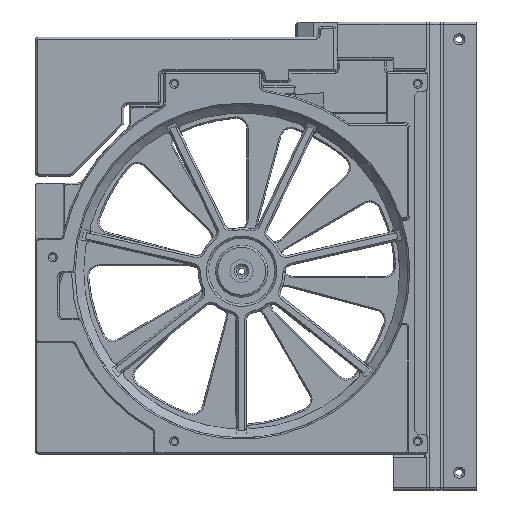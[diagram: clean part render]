
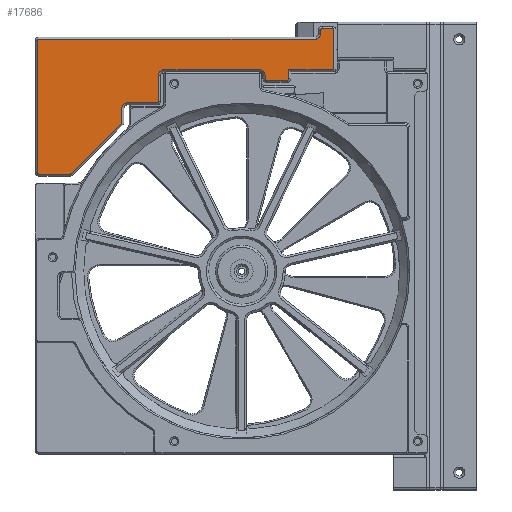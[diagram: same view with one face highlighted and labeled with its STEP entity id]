
A CAD part, front view. The second image highlights one B-rep face of the part: STEP entity #17686.
In plain terms, the highlighted face is planar.
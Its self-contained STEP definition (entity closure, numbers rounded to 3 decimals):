
#1209=PLANE('',#19464);
#2042=FACE_OUTER_BOUND('',#3145,.T.);
#3145=EDGE_LOOP('',(#14944,#14945,#14946,#14947,#14948,#14949,#14950,#14951,
#14952,#14953,#14954,#14955,#14956,#14957,#14958,#14959,#14960,#14961,#14962,
#14963,#14964,#14965,#14966,#14967,#14968,#14969,#14970,#14971,#14972));
#4507=LINE('',#28853,#5961);
#4511=LINE('',#28865,#5965);
#4516=LINE('',#28878,#5970);
#4520=LINE('',#28890,#5974);
#4523=LINE('',#28901,#5977);
#4527=LINE('',#28913,#5981);
#4531=LINE('',#28925,#5985);
#4536=LINE('',#28938,#5990);
#4539=LINE('',#28949,#5993);
#4543=LINE('',#28961,#5997);
#4547=LINE('',#28973,#6001);
#4551=LINE('',#28985,#6005);
#4555=LINE('',#28997,#6009);
#4559=LINE('',#29009,#6013);
#4562=LINE('',#29018,#6016);
#5961=VECTOR('',#23521,10.);
#5965=VECTOR('',#23533,10.);
#5970=VECTOR('',#23546,10.);
#5974=VECTOR('',#23558,10.);
#5977=VECTOR('',#23569,10.);
#5981=VECTOR('',#23581,10.);
#5985=VECTOR('',#23593,10.);
#5990=VECTOR('',#23606,10.);
#5993=VECTOR('',#23617,10.);
#5997=VECTOR('',#23629,10.);
#6001=VECTOR('',#23641,10.);
#6005=VECTOR('',#23653,10.);
#6009=VECTOR('',#23665,10.);
#6013=VECTOR('',#23677,10.);
#6016=VECTOR('',#23688,10.);
#6977=CIRCLE('',#19383,0.4);
#6979=CIRCLE('',#19387,0.4);
#6981=CIRCLE('',#19391,0.4);
#6983=CIRCLE('',#19395,1.6);
#6985=CIRCLE('',#19399,0.4);
#6987=CIRCLE('',#19403,0.4);
#6989=CIRCLE('',#19407,0.4);
#6991=CIRCLE('',#19411,0.4);
#6993=CIRCLE('',#19415,1.6);
#6995=CIRCLE('',#19419,0.4);
#6997=CIRCLE('',#19423,1.6);
#6999=CIRCLE('',#19427,1.6);
#7001=CIRCLE('',#19431,0.4);
#7003=CIRCLE('',#19435,0.4);
#8157=VERTEX_POINT('',#28850);
#8158=VERTEX_POINT('',#28852);
#8160=VERTEX_POINT('',#28858);
#8162=VERTEX_POINT('',#28863);
#8164=VERTEX_POINT('',#28870);
#8166=VERTEX_POINT('',#28876);
#8168=VERTEX_POINT('',#28882);
#8170=VERTEX_POINT('',#28888);
#8172=VERTEX_POINT('',#28894);
#8174=VERTEX_POINT('',#28899);
#8176=VERTEX_POINT('',#28906);
#8178=VERTEX_POINT('',#28911);
#8180=VERTEX_POINT('',#28918);
#8182=VERTEX_POINT('',#28923);
#8184=VERTEX_POINT('',#28930);
#8186=VERTEX_POINT('',#28936);
#8188=VERTEX_POINT('',#28942);
#8190=VERTEX_POINT('',#28947);
#8192=VERTEX_POINT('',#28954);
#8194=VERTEX_POINT('',#28959);
#8196=VERTEX_POINT('',#28966);
#8198=VERTEX_POINT('',#28971);
#8200=VERTEX_POINT('',#28978);
#8202=VERTEX_POINT('',#28983);
#8204=VERTEX_POINT('',#28990);
#8206=VERTEX_POINT('',#28995);
#8208=VERTEX_POINT('',#29002);
#8210=VERTEX_POINT('',#29007);
#8212=VERTEX_POINT('',#29014);
#10437=EDGE_CURVE('',#8157,#8158,#4507,.T.);
#10441=EDGE_CURVE('',#8160,#8157,#6977,.T.);
#10443=EDGE_CURVE('',#8162,#8160,#4511,.T.);
#10447=EDGE_CURVE('',#8164,#8162,#6979,.T.);
#10450=EDGE_CURVE('',#8166,#8164,#4516,.T.);
#10453=EDGE_CURVE('',#8168,#8166,#6981,.T.);
#10456=EDGE_CURVE('',#8170,#8168,#4520,.T.);
#10459=EDGE_CURVE('',#8172,#8170,#6983,.T.);
#10461=EDGE_CURVE('',#8174,#8172,#4523,.T.);
#10465=EDGE_CURVE('',#8176,#8174,#6985,.T.);
#10467=EDGE_CURVE('',#8178,#8176,#4527,.T.);
#10471=EDGE_CURVE('',#8180,#8178,#6987,.T.);
#10473=EDGE_CURVE('',#8182,#8180,#4531,.T.);
#10477=EDGE_CURVE('',#8184,#8182,#6989,.T.);
#10480=EDGE_CURVE('',#8186,#8184,#4536,.T.);
#10483=EDGE_CURVE('',#8188,#8186,#6991,.T.);
#10485=EDGE_CURVE('',#8190,#8188,#4539,.T.);
#10489=EDGE_CURVE('',#8192,#8190,#6993,.T.);
#10491=EDGE_CURVE('',#8194,#8192,#4543,.T.);
#10495=EDGE_CURVE('',#8196,#8194,#6995,.T.);
#10497=EDGE_CURVE('',#8198,#8196,#4547,.T.);
#10501=EDGE_CURVE('',#8200,#8198,#6997,.T.);
#10503=EDGE_CURVE('',#8202,#8200,#4551,.T.);
#10507=EDGE_CURVE('',#8204,#8202,#6999,.T.);
#10509=EDGE_CURVE('',#8206,#8204,#4555,.T.);
#10513=EDGE_CURVE('',#8208,#8206,#7001,.T.);
#10515=EDGE_CURVE('',#8210,#8208,#4559,.T.);
#10519=EDGE_CURVE('',#8212,#8210,#7003,.T.);
#10520=EDGE_CURVE('',#8158,#8212,#4562,.T.);
#14944=ORIENTED_EDGE('',*,*,#10437,.F.);
#14945=ORIENTED_EDGE('',*,*,#10441,.F.);
#14946=ORIENTED_EDGE('',*,*,#10443,.F.);
#14947=ORIENTED_EDGE('',*,*,#10447,.F.);
#14948=ORIENTED_EDGE('',*,*,#10450,.F.);
#14949=ORIENTED_EDGE('',*,*,#10453,.F.);
#14950=ORIENTED_EDGE('',*,*,#10456,.F.);
#14951=ORIENTED_EDGE('',*,*,#10459,.F.);
#14952=ORIENTED_EDGE('',*,*,#10461,.F.);
#14953=ORIENTED_EDGE('',*,*,#10465,.F.);
#14954=ORIENTED_EDGE('',*,*,#10467,.F.);
#14955=ORIENTED_EDGE('',*,*,#10471,.F.);
#14956=ORIENTED_EDGE('',*,*,#10473,.F.);
#14957=ORIENTED_EDGE('',*,*,#10477,.F.);
#14958=ORIENTED_EDGE('',*,*,#10480,.F.);
#14959=ORIENTED_EDGE('',*,*,#10483,.F.);
#14960=ORIENTED_EDGE('',*,*,#10485,.F.);
#14961=ORIENTED_EDGE('',*,*,#10489,.F.);
#14962=ORIENTED_EDGE('',*,*,#10491,.F.);
#14963=ORIENTED_EDGE('',*,*,#10495,.F.);
#14964=ORIENTED_EDGE('',*,*,#10497,.F.);
#14965=ORIENTED_EDGE('',*,*,#10501,.F.);
#14966=ORIENTED_EDGE('',*,*,#10503,.F.);
#14967=ORIENTED_EDGE('',*,*,#10507,.F.);
#14968=ORIENTED_EDGE('',*,*,#10509,.F.);
#14969=ORIENTED_EDGE('',*,*,#10513,.F.);
#14970=ORIENTED_EDGE('',*,*,#10515,.F.);
#14971=ORIENTED_EDGE('',*,*,#10519,.F.);
#14972=ORIENTED_EDGE('',*,*,#10520,.F.);
#17686=ADVANCED_FACE('',(#2042),#1209,.T.);
#19383=AXIS2_PLACEMENT_3D('',#28860,#23528,#23529);
#19387=AXIS2_PLACEMENT_3D('',#28872,#23540,#23541);
#19391=AXIS2_PLACEMENT_3D('',#28884,#23552,#23553);
#19395=AXIS2_PLACEMENT_3D('',#28896,#23564,#23565);
#19399=AXIS2_PLACEMENT_3D('',#28908,#23576,#23577);
#19403=AXIS2_PLACEMENT_3D('',#28920,#23588,#23589);
#19407=AXIS2_PLACEMENT_3D('',#28932,#23600,#23601);
#19411=AXIS2_PLACEMENT_3D('',#28944,#23612,#23613);
#19415=AXIS2_PLACEMENT_3D('',#28956,#23624,#23625);
#19419=AXIS2_PLACEMENT_3D('',#28968,#23636,#23637);
#19423=AXIS2_PLACEMENT_3D('',#28980,#23648,#23649);
#19427=AXIS2_PLACEMENT_3D('',#28992,#23660,#23661);
#19431=AXIS2_PLACEMENT_3D('',#29004,#23672,#23673);
#19435=AXIS2_PLACEMENT_3D('',#29016,#23684,#23685);
#19464=AXIS2_PLACEMENT_3D('',#29117,#23779,#23780);
#23521=DIRECTION('',(-1.,0.,0.));
#23528=DIRECTION('center_axis',(0.,0.,-1.));
#23529=DIRECTION('ref_axis',(0.707,-0.707,0.));
#23533=DIRECTION('',(0.,-1.,0.));
#23540=DIRECTION('center_axis',(0.,0.,-1.));
#23541=DIRECTION('ref_axis',(0.707,0.707,0.));
#23546=DIRECTION('',(1.,0.,0.));
#23552=DIRECTION('center_axis',(0.,0.,-1.));
#23553=DIRECTION('ref_axis',(-0.707,0.707,0.));
#23558=DIRECTION('',(0.,1.,0.));
#23564=DIRECTION('center_axis',(0.,0.,1.));
#23565=DIRECTION('ref_axis',(0.707,-0.707,0.));
#23569=DIRECTION('',(1.,0.,0.));
#23576=DIRECTION('center_axis',(0.,0.,-1.));
#23577=DIRECTION('ref_axis',(-0.707,0.707,0.));
#23581=DIRECTION('',(0.,1.,0.));
#23588=DIRECTION('center_axis',(0.,0.,-1.));
#23589=DIRECTION('ref_axis',(-0.707,-0.707,0.));
#23593=DIRECTION('',(-1.,0.,0.));
#23600=DIRECTION('center_axis',(0.,0.,-1.));
#23601=DIRECTION('ref_axis',(0.383,-0.924,0.));
#23606=DIRECTION('',(-0.707,-0.707,0.));
#23612=DIRECTION('center_axis',(0.,0.,-1.));
#23613=DIRECTION('ref_axis',(0.924,-0.383,0.));
#23617=DIRECTION('',(0.,-1.,0.));
#23624=DIRECTION('center_axis',(0.,0.,1.));
#23625=DIRECTION('ref_axis',(-0.707,0.707,0.));
#23629=DIRECTION('',(-1.,0.,0.));
#23636=DIRECTION('center_axis',(0.,0.,-1.));
#23637=DIRECTION('ref_axis',(0.707,-0.707,0.));
#23641=DIRECTION('',(0.,-1.,0.));
#23648=DIRECTION('center_axis',(0.,0.,1.));
#23649=DIRECTION('ref_axis',(-0.707,0.707,0.));
#23653=DIRECTION('',(-1.,0.,0.));
#23660=DIRECTION('center_axis',(0.,0.,1.));
#23661=DIRECTION('ref_axis',(0.707,0.707,0.));
#23665=DIRECTION('',(0.,1.,0.));
#23672=DIRECTION('center_axis',(0.,0.,-1.));
#23673=DIRECTION('ref_axis',(-0.707,-0.707,0.));
#23677=DIRECTION('',(-1.,0.,0.));
#23684=DIRECTION('center_axis',(0.,0.,-1.));
#23685=DIRECTION('ref_axis',(0.707,-0.707,0.));
#23688=DIRECTION('',(0.,-1.,0.));
#23779=DIRECTION('center_axis',(0.,0.,1.));
#23780=DIRECTION('ref_axis',(1.,0.,0.));
#28850=CARTESIAN_POINT('',(19.,0.6,6.));
#28852=CARTESIAN_POINT('',(6.4,0.6,6.));
#28853=CARTESIAN_POINT('',(-26.875,0.6,6.));
#28858=CARTESIAN_POINT('',(19.4,1.,6.));
#28860=CARTESIAN_POINT('Origin',(19.,1.,6.));
#28863=CARTESIAN_POINT('',(19.4,12.,6.));
#28865=CARTESIAN_POINT('',(19.4,-5.,6.));
#28870=CARTESIAN_POINT('',(19.,12.4,6.));
#28872=CARTESIAN_POINT('Origin',(19.,12.,6.));
#28876=CARTESIAN_POINT('',(16.,12.4,6.));
#28878=CARTESIAN_POINT('',(-2.875,12.4,6.));
#28882=CARTESIAN_POINT('',(15.6,12.,6.));
#28884=CARTESIAN_POINT('Origin',(16.,12.,6.));
#28888=CARTESIAN_POINT('',(15.6,11.,6.));
#28890=CARTESIAN_POINT('',(15.6,0.,6.));
#28894=CARTESIAN_POINT('',(14.,9.4,6.));
#28896=CARTESIAN_POINT('Origin',(14.,11.,6.));
#28899=CARTESIAN_POINT('',(-65.5,9.4,6.));
#28901=CARTESIAN_POINT('',(-1.625,9.4,6.));
#28906=CARTESIAN_POINT('',(-65.9,9.,6.));
#28908=CARTESIAN_POINT('Origin',(-65.5,9.,6.));
#28911=CARTESIAN_POINT('',(-65.9,-29.,6.));
#28913=CARTESIAN_POINT('',(-65.9,0.,6.));
#28918=CARTESIAN_POINT('',(-65.5,-29.4,6.));
#28920=CARTESIAN_POINT('Origin',(-65.5,-29.,6.));
#28923=CARTESIAN_POINT('',(-56.414,-29.4,6.));
#28925=CARTESIAN_POINT('',(-44.875,-29.4,6.));
#28930=CARTESIAN_POINT('',(-56.131,-29.283,6.));
#28932=CARTESIAN_POINT('Origin',(-56.414,-29.,6.));
#28936=CARTESIAN_POINT('',(-41.717,-14.869,6.));
#28938=CARTESIAN_POINT('',(-39.487,-12.638,6.));
#28942=CARTESIAN_POINT('',(-41.6,-14.586,6.));
#28944=CARTESIAN_POINT('Origin',(-42.,-14.586,6.));
#28947=CARTESIAN_POINT('',(-41.6,-10.5,6.));
#28949=CARTESIAN_POINT('',(-41.6,-20.,6.));
#28954=CARTESIAN_POINT('',(-40.,-8.9,6.));
#28956=CARTESIAN_POINT('Origin',(-40.,-10.5,6.));
#28959=CARTESIAN_POINT('',(-31.5,-8.9,6.));
#28961=CARTESIAN_POINT('',(-32.125,-8.9,6.));
#28966=CARTESIAN_POINT('',(-31.1,-8.5,6.));
#28968=CARTESIAN_POINT('Origin',(-31.5,-8.5,6.));
#28971=CARTESIAN_POINT('',(-31.1,-1.,6.));
#28973=CARTESIAN_POINT('',(-31.1,-9.75,6.));
#28978=CARTESIAN_POINT('',(-29.5,0.6,6.));
#28980=CARTESIAN_POINT('Origin',(-29.5,-1.,6.));
#28983=CARTESIAN_POINT('',(-2.,0.6,6.));
#28985=CARTESIAN_POINT('',(-26.875,0.6,6.));
#28990=CARTESIAN_POINT('',(-0.4,-1.,6.));
#28992=CARTESIAN_POINT('Origin',(-2.,-1.,6.));
#28995=CARTESIAN_POINT('',(-0.4,-2.,6.));
#28997=CARTESIAN_POINT('',(-0.4,-6.5,6.));
#29002=CARTESIAN_POINT('',(0.,-2.4,6.));
#29004=CARTESIAN_POINT('Origin',(0.,-2.,6.));
#29007=CARTESIAN_POINT('',(6.,-2.4,6.));
#29009=CARTESIAN_POINT('',(-8.125,-2.4,6.));
#29014=CARTESIAN_POINT('',(6.4,-2.,6.));
#29016=CARTESIAN_POINT('Origin',(6.,-2.,6.));
#29018=CARTESIAN_POINT('',(6.4,-5.,6.));
#29117=CARTESIAN_POINT('Origin',(-23.25,-10.,6.));
